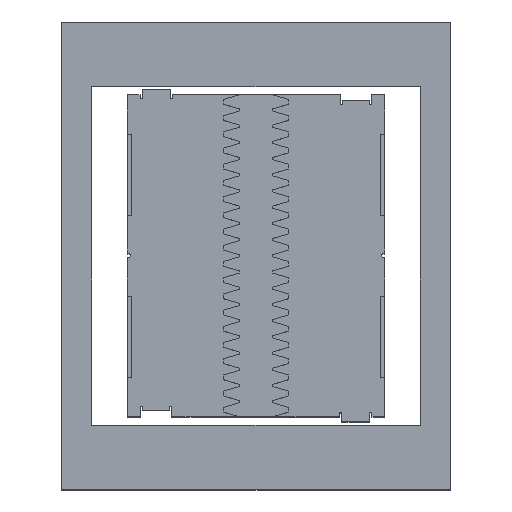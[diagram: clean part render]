
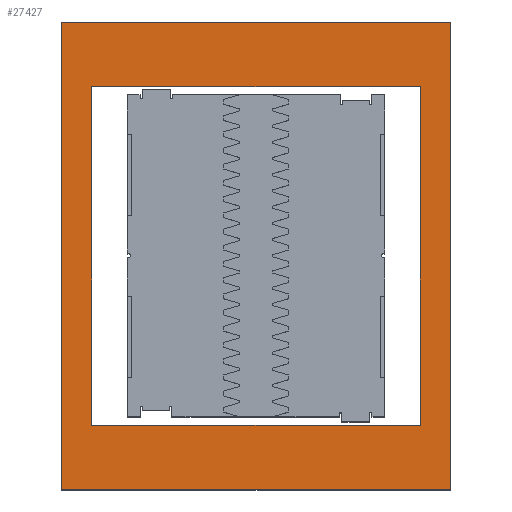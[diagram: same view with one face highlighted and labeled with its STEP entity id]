
A CAD part, top view. The second image highlights one B-rep face of the part: STEP entity #27427.
In plain terms, the highlighted planar face has unit normal (0, 0, 1).
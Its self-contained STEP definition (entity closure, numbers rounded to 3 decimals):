
#27427 = ADVANCED_FACE('',(#27428,#27547),#27442,.T.);
#27428 = FACE_BOUND('',#27429,.T.);
#27429 = EDGE_LOOP('',(#27430,#27465,#27493,#27521));
#27430 = ORIENTED_EDGE('',*,*,#27431,.T.);
#27431 = EDGE_CURVE('',#27432,#27434,#27436,.T.);
#27432 = VERTEX_POINT('',#27433);
#27433 = CARTESIAN_POINT('',(16.2,16.7,-4.2));
#27434 = VERTEX_POINT('',#27435);
#27435 = CARTESIAN_POINT('',(16.2,-16.7,-4.2));
#27436 = SURFACE_CURVE('',#27437,(#27441,#27453),.PCURVE_S1.);
#27437 = LINE('',#27438,#27439);
#27438 = CARTESIAN_POINT('',(16.2,16.7,-4.2));
#27439 = VECTOR('',#27440,1.);
#27440 = DIRECTION('',(0.,-1.,0.));
#27441 = PCURVE('',#27442,#27447);
#27442 = PLANE('',#27443);
#27443 = AXIS2_PLACEMENT_3D('',#27444,#27445,#27446);
#27444 = CARTESIAN_POINT('',(19.2,16.,-4.2));
#27445 = DIRECTION('',(0.,0.,1.));
#27446 = DIRECTION('',(0.,1.,0.));
#27447 = DEFINITIONAL_REPRESENTATION('',(#27448),#27452);
#27448 = LINE('',#27449,#27450);
#27449 = CARTESIAN_POINT('',(0.7,3.));
#27450 = VECTOR('',#27451,1.);
#27451 = DIRECTION('',(-1.,0.));
#27452 = ( GEOMETRIC_REPRESENTATION_CONTEXT(2) 
PARAMETRIC_REPRESENTATION_CONTEXT() REPRESENTATION_CONTEXT('2D SPACE',''
  ) );
#27453 = PCURVE('',#27454,#27459);
#27454 = PLANE('',#27455);
#27455 = AXIS2_PLACEMENT_3D('',#27456,#27457,#27458);
#27456 = CARTESIAN_POINT('',(16.2,16.,-6.6));
#27457 = DIRECTION('',(-1.,0.,0.));
#27458 = DIRECTION('',(0.,0.,1.));
#27459 = DEFINITIONAL_REPRESENTATION('',(#27460),#27464);
#27460 = LINE('',#27461,#27462);
#27461 = CARTESIAN_POINT('',(2.4,0.7));
#27462 = VECTOR('',#27463,1.);
#27463 = DIRECTION('',(0.,-1.));
#27464 = ( GEOMETRIC_REPRESENTATION_CONTEXT(2) 
PARAMETRIC_REPRESENTATION_CONTEXT() REPRESENTATION_CONTEXT('2D SPACE',''
  ) );
#27465 = ORIENTED_EDGE('',*,*,#27466,.F.);
#27466 = EDGE_CURVE('',#27467,#27434,#27469,.T.);
#27467 = VERTEX_POINT('',#27468);
#27468 = CARTESIAN_POINT('',(-16.2,-16.7,-4.2));
#27469 = SURFACE_CURVE('',#27470,(#27474,#27481),.PCURVE_S1.);
#27470 = LINE('',#27471,#27472);
#27471 = CARTESIAN_POINT('',(-16.2,-16.7,-4.2));
#27472 = VECTOR('',#27473,1.);
#27473 = DIRECTION('',(1.,0.,0.));
#27474 = PCURVE('',#27442,#27475);
#27475 = DEFINITIONAL_REPRESENTATION('',(#27476),#27480);
#27476 = LINE('',#27477,#27478);
#27477 = CARTESIAN_POINT('',(-32.7,35.4));
#27478 = VECTOR('',#27479,1.);
#27479 = DIRECTION('',(0.,-1.));
#27480 = ( GEOMETRIC_REPRESENTATION_CONTEXT(2) 
PARAMETRIC_REPRESENTATION_CONTEXT() REPRESENTATION_CONTEXT('2D SPACE',''
  ) );
#27481 = PCURVE('',#27482,#27487);
#27482 = PLANE('',#27483);
#27483 = AXIS2_PLACEMENT_3D('',#27484,#27485,#27486);
#27484 = CARTESIAN_POINT('',(-16.2,-16.7,-6.6));
#27485 = DIRECTION('',(0.,-1.,0.));
#27486 = DIRECTION('',(0.,0.,1.));
#27487 = DEFINITIONAL_REPRESENTATION('',(#27488),#27492);
#27488 = LINE('',#27489,#27490);
#27489 = CARTESIAN_POINT('',(2.4,0.));
#27490 = VECTOR('',#27491,1.);
#27491 = DIRECTION('',(0.,-1.));
#27492 = ( GEOMETRIC_REPRESENTATION_CONTEXT(2) 
PARAMETRIC_REPRESENTATION_CONTEXT() REPRESENTATION_CONTEXT('2D SPACE',''
  ) );
#27493 = ORIENTED_EDGE('',*,*,#27494,.T.);
#27494 = EDGE_CURVE('',#27467,#27495,#27497,.T.);
#27495 = VERTEX_POINT('',#27496);
#27496 = CARTESIAN_POINT('',(-16.2,16.7,-4.2));
#27497 = SURFACE_CURVE('',#27498,(#27502,#27509),.PCURVE_S1.);
#27498 = LINE('',#27499,#27500);
#27499 = CARTESIAN_POINT('',(-16.2,-16.7,-4.2));
#27500 = VECTOR('',#27501,1.);
#27501 = DIRECTION('',(0.,1.,0.));
#27502 = PCURVE('',#27442,#27503);
#27503 = DEFINITIONAL_REPRESENTATION('',(#27504),#27508);
#27504 = LINE('',#27505,#27506);
#27505 = CARTESIAN_POINT('',(-32.7,35.4));
#27506 = VECTOR('',#27507,1.);
#27507 = DIRECTION('',(1.,0.));
#27508 = ( GEOMETRIC_REPRESENTATION_CONTEXT(2) 
PARAMETRIC_REPRESENTATION_CONTEXT() REPRESENTATION_CONTEXT('2D SPACE',''
  ) );
#27509 = PCURVE('',#27510,#27515);
#27510 = PLANE('',#27511);
#27511 = AXIS2_PLACEMENT_3D('',#27512,#27513,#27514);
#27512 = CARTESIAN_POINT('',(-16.2,16.,-6.6));
#27513 = DIRECTION('',(-1.,0.,0.));
#27514 = DIRECTION('',(0.,0.,1.));
#27515 = DEFINITIONAL_REPRESENTATION('',(#27516),#27520);
#27516 = LINE('',#27517,#27518);
#27517 = CARTESIAN_POINT('',(2.4,-32.7));
#27518 = VECTOR('',#27519,1.);
#27519 = DIRECTION('',(0.,1.));
#27520 = ( GEOMETRIC_REPRESENTATION_CONTEXT(2) 
PARAMETRIC_REPRESENTATION_CONTEXT() REPRESENTATION_CONTEXT('2D SPACE',''
  ) );
#27521 = ORIENTED_EDGE('',*,*,#27522,.F.);
#27522 = EDGE_CURVE('',#27432,#27495,#27523,.T.);
#27523 = SURFACE_CURVE('',#27524,(#27528,#27535),.PCURVE_S1.);
#27524 = LINE('',#27525,#27526);
#27525 = CARTESIAN_POINT('',(16.2,16.7,-4.2));
#27526 = VECTOR('',#27527,1.);
#27527 = DIRECTION('',(-1.,0.,0.));
#27528 = PCURVE('',#27442,#27529);
#27529 = DEFINITIONAL_REPRESENTATION('',(#27530),#27534);
#27530 = LINE('',#27531,#27532);
#27531 = CARTESIAN_POINT('',(0.7,3.));
#27532 = VECTOR('',#27533,1.);
#27533 = DIRECTION('',(0.,1.));
#27534 = ( GEOMETRIC_REPRESENTATION_CONTEXT(2) 
PARAMETRIC_REPRESENTATION_CONTEXT() REPRESENTATION_CONTEXT('2D SPACE',''
  ) );
#27535 = PCURVE('',#27536,#27541);
#27536 = PLANE('',#27537);
#27537 = AXIS2_PLACEMENT_3D('',#27538,#27539,#27540);
#27538 = CARTESIAN_POINT('',(16.2,16.7,-6.6));
#27539 = DIRECTION('',(0.,1.,0.));
#27540 = DIRECTION('',(0.,0.,1.));
#27541 = DEFINITIONAL_REPRESENTATION('',(#27542),#27546);
#27542 = LINE('',#27543,#27544);
#27543 = CARTESIAN_POINT('',(2.4,0.));
#27544 = VECTOR('',#27545,1.);
#27545 = DIRECTION('',(0.,-1.));
#27546 = ( GEOMETRIC_REPRESENTATION_CONTEXT(2) 
PARAMETRIC_REPRESENTATION_CONTEXT() REPRESENTATION_CONTEXT('2D SPACE',''
  ) );
#27547 = FACE_BOUND('',#27548,.T.);
#27548 = EDGE_LOOP('',(#27549,#27579,#27607,#27635));
#27549 = ORIENTED_EDGE('',*,*,#27550,.T.);
#27550 = EDGE_CURVE('',#27551,#27553,#27555,.T.);
#27551 = VERTEX_POINT('',#27552);
#27552 = CARTESIAN_POINT('',(-19.2,23.1,-4.2));
#27553 = VERTEX_POINT('',#27554);
#27554 = CARTESIAN_POINT('',(-19.2,-23.1,-4.2));
#27555 = SURFACE_CURVE('',#27556,(#27560,#27567),.PCURVE_S1.);
#27556 = LINE('',#27557,#27558);
#27557 = CARTESIAN_POINT('',(-19.2,23.1,-4.2));
#27558 = VECTOR('',#27559,1.);
#27559 = DIRECTION('',(0.,-1.,0.));
#27560 = PCURVE('',#27442,#27561);
#27561 = DEFINITIONAL_REPRESENTATION('',(#27562),#27566);
#27562 = LINE('',#27563,#27564);
#27563 = CARTESIAN_POINT('',(7.1,38.4));
#27564 = VECTOR('',#27565,1.);
#27565 = DIRECTION('',(-1.,0.));
#27566 = ( GEOMETRIC_REPRESENTATION_CONTEXT(2) 
PARAMETRIC_REPRESENTATION_CONTEXT() REPRESENTATION_CONTEXT('2D SPACE',''
  ) );
#27567 = PCURVE('',#27568,#27573);
#27568 = PLANE('',#27569);
#27569 = AXIS2_PLACEMENT_3D('',#27570,#27571,#27572);
#27570 = CARTESIAN_POINT('',(-19.2,16.,-6.6));
#27571 = DIRECTION('',(-1.,0.,0.));
#27572 = DIRECTION('',(0.,0.,1.));
#27573 = DEFINITIONAL_REPRESENTATION('',(#27574),#27578);
#27574 = LINE('',#27575,#27576);
#27575 = CARTESIAN_POINT('',(2.4,7.1));
#27576 = VECTOR('',#27577,1.);
#27577 = DIRECTION('',(0.,-1.));
#27578 = ( GEOMETRIC_REPRESENTATION_CONTEXT(2) 
PARAMETRIC_REPRESENTATION_CONTEXT() REPRESENTATION_CONTEXT('2D SPACE',''
  ) );
#27579 = ORIENTED_EDGE('',*,*,#27580,.T.);
#27580 = EDGE_CURVE('',#27553,#27581,#27583,.T.);
#27581 = VERTEX_POINT('',#27582);
#27582 = CARTESIAN_POINT('',(19.2,-23.1,-4.2));
#27583 = SURFACE_CURVE('',#27584,(#27588,#27595),.PCURVE_S1.);
#27584 = LINE('',#27585,#27586);
#27585 = CARTESIAN_POINT('',(-19.2,-23.1,-4.2));
#27586 = VECTOR('',#27587,1.);
#27587 = DIRECTION('',(1.,0.,0.));
#27588 = PCURVE('',#27442,#27589);
#27589 = DEFINITIONAL_REPRESENTATION('',(#27590),#27594);
#27590 = LINE('',#27591,#27592);
#27591 = CARTESIAN_POINT('',(-39.1,38.4));
#27592 = VECTOR('',#27593,1.);
#27593 = DIRECTION('',(0.,-1.));
#27594 = ( GEOMETRIC_REPRESENTATION_CONTEXT(2) 
PARAMETRIC_REPRESENTATION_CONTEXT() REPRESENTATION_CONTEXT('2D SPACE',''
  ) );
#27595 = PCURVE('',#27596,#27601);
#27596 = PLANE('',#27597);
#27597 = AXIS2_PLACEMENT_3D('',#27598,#27599,#27600);
#27598 = CARTESIAN_POINT('',(-19.2,-23.1,-6.6));
#27599 = DIRECTION('',(0.,-1.,0.));
#27600 = DIRECTION('',(0.,0.,1.));
#27601 = DEFINITIONAL_REPRESENTATION('',(#27602),#27606);
#27602 = LINE('',#27603,#27604);
#27603 = CARTESIAN_POINT('',(2.4,0.));
#27604 = VECTOR('',#27605,1.);
#27605 = DIRECTION('',(0.,-1.));
#27606 = ( GEOMETRIC_REPRESENTATION_CONTEXT(2) 
PARAMETRIC_REPRESENTATION_CONTEXT() REPRESENTATION_CONTEXT('2D SPACE',''
  ) );
#27607 = ORIENTED_EDGE('',*,*,#27608,.T.);
#27608 = EDGE_CURVE('',#27581,#27609,#27611,.T.);
#27609 = VERTEX_POINT('',#27610);
#27610 = CARTESIAN_POINT('',(19.2,23.1,-4.2));
#27611 = SURFACE_CURVE('',#27612,(#27616,#27623),.PCURVE_S1.);
#27612 = LINE('',#27613,#27614);
#27613 = CARTESIAN_POINT('',(19.2,-23.1,-4.2));
#27614 = VECTOR('',#27615,1.);
#27615 = DIRECTION('',(0.,1.,0.));
#27616 = PCURVE('',#27442,#27617);
#27617 = DEFINITIONAL_REPRESENTATION('',(#27618),#27622);
#27618 = LINE('',#27619,#27620);
#27619 = CARTESIAN_POINT('',(-39.1,0.));
#27620 = VECTOR('',#27621,1.);
#27621 = DIRECTION('',(1.,0.));
#27622 = ( GEOMETRIC_REPRESENTATION_CONTEXT(2) 
PARAMETRIC_REPRESENTATION_CONTEXT() REPRESENTATION_CONTEXT('2D SPACE',''
  ) );
#27623 = PCURVE('',#27624,#27629);
#27624 = PLANE('',#27625);
#27625 = AXIS2_PLACEMENT_3D('',#27626,#27627,#27628);
#27626 = CARTESIAN_POINT('',(19.2,16.,-6.6));
#27627 = DIRECTION('',(-1.,0.,0.));
#27628 = DIRECTION('',(0.,0.,1.));
#27629 = DEFINITIONAL_REPRESENTATION('',(#27630),#27634);
#27630 = LINE('',#27631,#27632);
#27631 = CARTESIAN_POINT('',(2.4,-39.1));
#27632 = VECTOR('',#27633,1.);
#27633 = DIRECTION('',(0.,1.));
#27634 = ( GEOMETRIC_REPRESENTATION_CONTEXT(2) 
PARAMETRIC_REPRESENTATION_CONTEXT() REPRESENTATION_CONTEXT('2D SPACE',''
  ) );
#27635 = ORIENTED_EDGE('',*,*,#27636,.T.);
#27636 = EDGE_CURVE('',#27609,#27551,#27637,.T.);
#27637 = SURFACE_CURVE('',#27638,(#27642,#27649),.PCURVE_S1.);
#27638 = LINE('',#27639,#27640);
#27639 = CARTESIAN_POINT('',(19.2,23.1,-4.2));
#27640 = VECTOR('',#27641,1.);
#27641 = DIRECTION('',(-1.,0.,0.));
#27642 = PCURVE('',#27442,#27643);
#27643 = DEFINITIONAL_REPRESENTATION('',(#27644),#27648);
#27644 = LINE('',#27645,#27646);
#27645 = CARTESIAN_POINT('',(7.1,0.));
#27646 = VECTOR('',#27647,1.);
#27647 = DIRECTION('',(0.,1.));
#27648 = ( GEOMETRIC_REPRESENTATION_CONTEXT(2) 
PARAMETRIC_REPRESENTATION_CONTEXT() REPRESENTATION_CONTEXT('2D SPACE',''
  ) );
#27649 = PCURVE('',#27650,#27655);
#27650 = PLANE('',#27651);
#27651 = AXIS2_PLACEMENT_3D('',#27652,#27653,#27654);
#27652 = CARTESIAN_POINT('',(19.2,23.1,-6.6));
#27653 = DIRECTION('',(0.,1.,0.));
#27654 = DIRECTION('',(0.,0.,1.));
#27655 = DEFINITIONAL_REPRESENTATION('',(#27656),#27660);
#27656 = LINE('',#27657,#27658);
#27657 = CARTESIAN_POINT('',(2.4,0.));
#27658 = VECTOR('',#27659,1.);
#27659 = DIRECTION('',(0.,-1.));
#27660 = ( GEOMETRIC_REPRESENTATION_CONTEXT(2) 
PARAMETRIC_REPRESENTATION_CONTEXT() REPRESENTATION_CONTEXT('2D SPACE',''
  ) );
